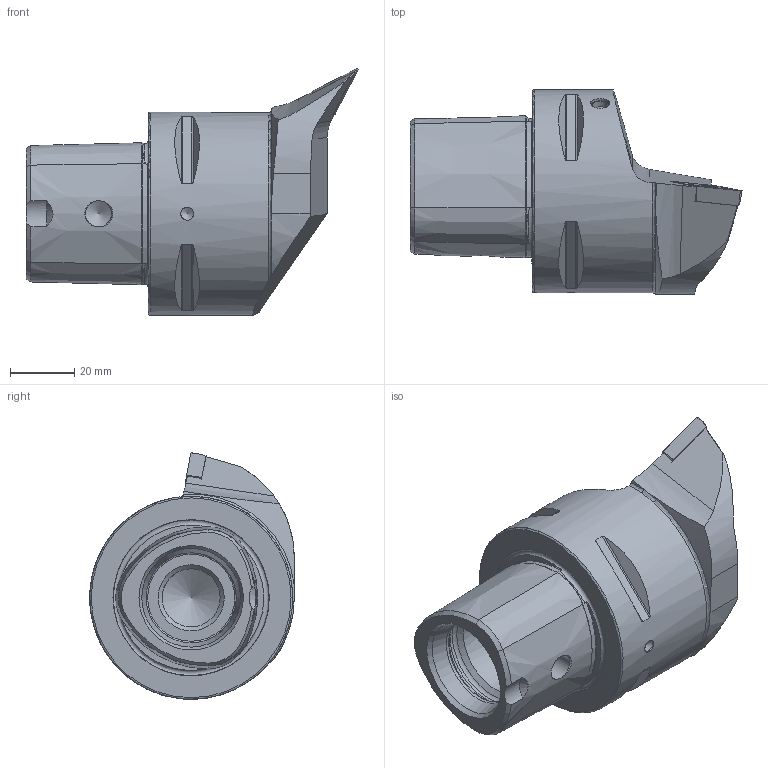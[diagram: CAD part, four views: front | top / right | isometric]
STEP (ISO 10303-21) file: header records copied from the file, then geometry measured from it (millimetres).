
FILE_DESCRIPTION (( 'STEP AP214' ), '1' );
FILE_NAME ('PS6.KVF.LPA.065.STEP', '2020-04-03T13:06:08', ( '' ), ( '' ), 'SwSTEP 2.0', 'SolidWorks 2017', '' );
FILE_SCHEMA (( 'AUTOMOTIVE_DESIGN' ));
Length unit declared in the file: millimetre
Products named in the file (5): VBMT160404; PS6.KVF.LPA.065; PS6-KVF.LPA.065_A; KVT_MB_600_060; WCB-ER2.001.009_A
Assembly tree (4 placements, depth 2):
  PS6.KVF.LPA.065
    PS6-KVF.LPA.065_A
    WCB-ER2.001.009_A
    VBMT160404
    KVT_MB_600_060
Bounding box: 103 x 63.48 x 76.49 mm (x, y, z)
Volume: 154600 mm3; surface area: 27639.8 mm2
Topology: 5 solids, 5 shells, 204 faces, 504 edges, 311 vertices
Faces by surface type: cone 68, plane 55, cylinder 48, torus 17, bspline 14, sphere 2
Full cylindrical faces by diameter (mm): 3.3 x1, 4 x2, 4.4 x1, 5 x3, 5.25 x1, 6 x3, 6.1 x1, 8.1 x2, 18 x1, 28 x2, 32 x1, 63 x1
Entity records: 6918 total; most frequent: CARTESIAN_POINT 2478, ORIENTED_EDGE 862, DIRECTION 813, EDGE_CURVE 431, AXIS2_PLACEMENT_3D 337, VERTEX_POINT 295, EDGE_LOOP 270, FACE_OUTER_BOUND 230
